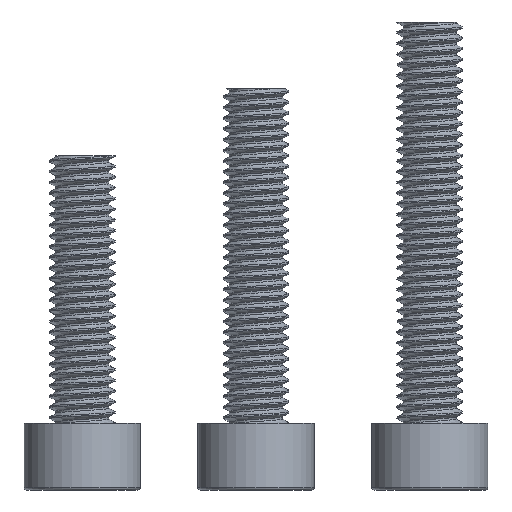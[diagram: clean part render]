
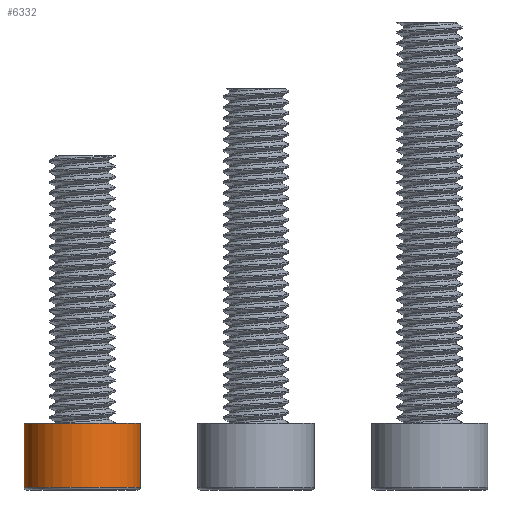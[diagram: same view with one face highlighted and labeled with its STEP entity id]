
A CAD part, left-side view. The second image highlights one B-rep face of the part: STEP entity #6332.
In plain terms, the highlighted cylindrical face has radius 4.36 mm (diameter 8.72 mm), a full revolution.
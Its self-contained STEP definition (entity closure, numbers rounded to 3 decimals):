
#266=FACE_OUTER_BOUND('',#630,.T.);
#630=EDGE_LOOP('',(#4737,#4738,#4739,#4740));
#868=CIRCLE('',#6726,4.36);
#871=CIRCLE('',#6730,4.36);
#1622=LINE('',#16532,#2000);
#2000=VECTOR('',#7454,4.36);
#2507=VERTEX_POINT('',#16524);
#2509=VERTEX_POINT('',#16530);
#3314=EDGE_CURVE('',#2507,#2507,#868,.T.);
#3317=EDGE_CURVE('',#2509,#2509,#871,.T.);
#3318=EDGE_CURVE('',#2509,#2507,#1622,.T.);
#4737=ORIENTED_EDGE('',*,*,#3317,.F.);
#4738=ORIENTED_EDGE('',*,*,#3318,.T.);
#4739=ORIENTED_EDGE('',*,*,#3314,.F.);
#4740=ORIENTED_EDGE('',*,*,#3318,.F.);
#6020=CYLINDRICAL_SURFACE('',#6729,4.36);
#6332=ADVANCED_FACE('',(#266),#6020,.T.);
#6726=AXIS2_PLACEMENT_3D('',#16525,#7444,#7445);
#6729=AXIS2_PLACEMENT_3D('',#16529,#7450,#7451);
#6730=AXIS2_PLACEMENT_3D('',#16531,#7452,#7453);
#7444=DIRECTION('center_axis',(0.,0.,-1.));
#7445=DIRECTION('ref_axis',(-0.5,0.866,0.));
#7450=DIRECTION('center_axis',(0.,0.,1.));
#7451=DIRECTION('ref_axis',(-0.5,0.866,0.));
#7452=DIRECTION('center_axis',(0.,0.,1.));
#7453=DIRECTION('ref_axis',(-0.5,0.866,0.));
#7454=DIRECTION('',(0.,0.,-1.));
#16524=CARTESIAN_POINT('',(-5.32,9.215,0.2));
#16525=CARTESIAN_POINT('Origin',(-7.5,12.99,0.2));
#16529=CARTESIAN_POINT('Origin',(-7.5,12.99,0.));
#16530=CARTESIAN_POINT('',(-5.32,9.215,5.));
#16531=CARTESIAN_POINT('Origin',(-7.5,12.99,5.));
#16532=CARTESIAN_POINT('',(-5.32,9.215,0.));
